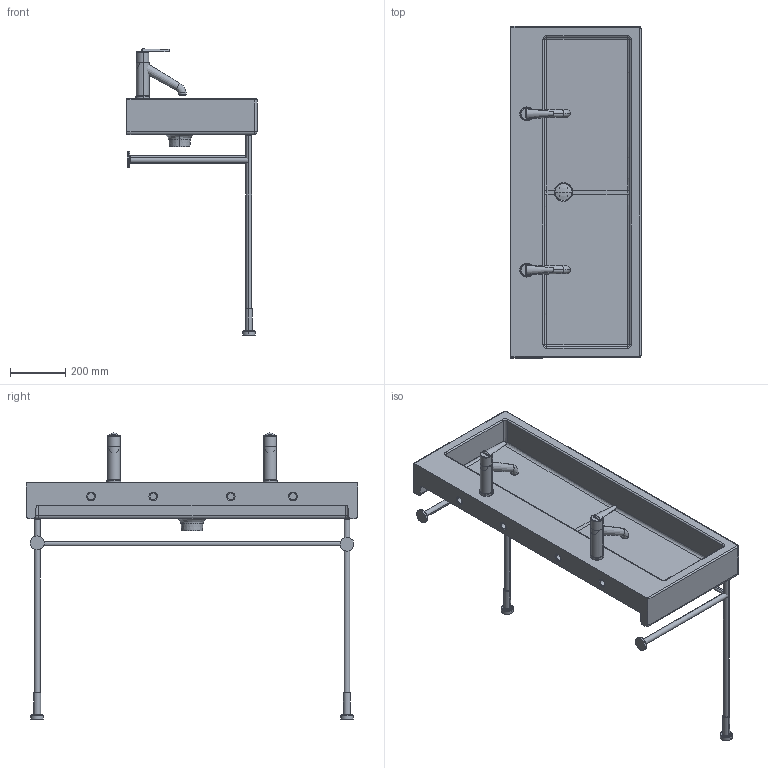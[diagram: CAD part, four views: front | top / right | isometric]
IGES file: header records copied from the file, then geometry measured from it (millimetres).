
Global section: file name: No Iges File Name specified; native system: Autodesk Inventor 2009; preprocessor: AutoDesk Inventor Iges Exporter R2009; author: Andreas; date: 20100810.133055; units: millimetre
Bounding box: 470 x 1200 x 1034.3 mm (x, y, z)
Volume: 26059665.2 mm3; surface area: 2376835.6 mm2
Topology: 16 solids, 16 shells, 279 faces, 628 edges, 388 vertices
Faces by surface type: plane 72, cylinder 69, revolution 40, bspline 39, torus 37, cone 20, sphere 2
